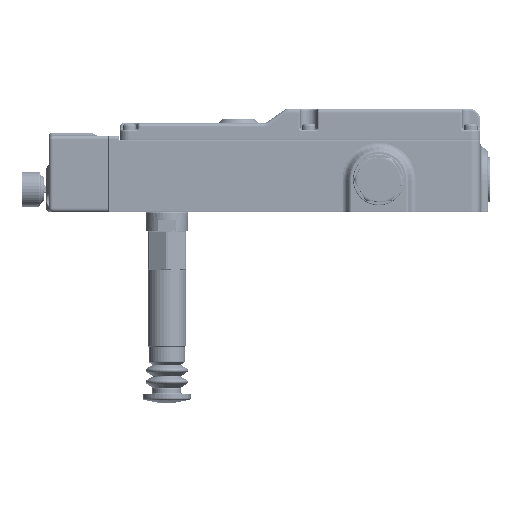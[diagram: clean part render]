
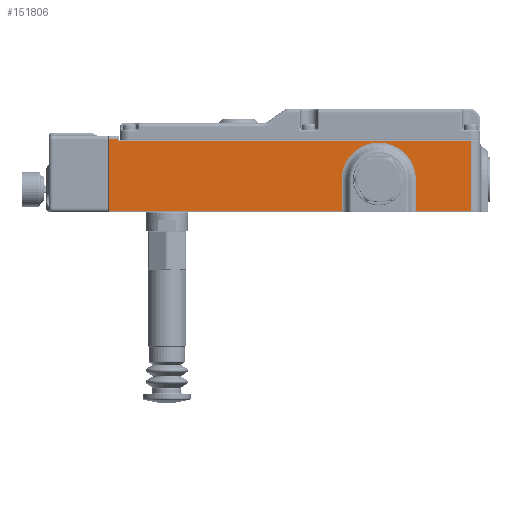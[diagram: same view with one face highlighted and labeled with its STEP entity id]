
A CAD part, left-side view. The second image highlights one B-rep face of the part: STEP entity #151806.
In plain terms, the highlighted planar face has unit normal (-1, 0, 0).
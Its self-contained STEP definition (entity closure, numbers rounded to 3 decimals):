
#57 = VECTOR ( 'NONE', #30817, 1000. ) ;
#1870 = CARTESIAN_POINT ( 'NONE',  ( -47.5, -118.137, 17. ) ) ;
#4429 = ORIENTED_EDGE ( 'NONE', *, *, #43250, .T. ) ;
#4463 = AXIS2_PLACEMENT_3D ( 'NONE', #82488, #18127, #57934 ) ;
#5374 = CARTESIAN_POINT ( 'NONE',  ( -47.5, -118.137, 0.5 ) ) ;
#5581 = EDGE_CURVE ( 'NONE', #11508, #129345, #60643, .T. ) ;
#6483 = EDGE_CURVE ( 'NONE', #92034, #63531, #70066, .T. ) ;
#6553 = ORIENTED_EDGE ( 'NONE', *, *, #76171, .T. ) ;
#6659 = LINE ( 'NONE', #1870, #14632 ) ;
#7548 = LINE ( 'NONE', #56773, #88925 ) ;
#11508 = VERTEX_POINT ( 'NONE', #155559 ) ;
#14632 = VECTOR ( 'NONE', #144153, 1000. ) ;
#14866 = VECTOR ( 'NONE', #19203, 1000. ) ;
#15600 = LINE ( 'NONE', #66461, #57 ) ;
#17799 = CARTESIAN_POINT ( 'NONE',  ( -47.5, -1.5, 38. ) ) ;
#18005 = EDGE_CURVE ( 'NONE', #38444, #95616, #62833, .T. ) ;
#18127 = DIRECTION ( 'NONE',  ( 1., 0., 0. ) ) ;
#19203 = DIRECTION ( 'NONE',  ( 0., 0., -1. ) ) ;
#22480 = CARTESIAN_POINT ( 'NONE',  ( -47.5, 3.5, 37. ) ) ;
#26315 = CARTESIAN_POINT ( 'NONE',  ( -47.5, 3., 40. ) ) ;
#30817 = DIRECTION ( 'NONE',  ( 0., -1., 0. ) ) ;
#38444 = VERTEX_POINT ( 'NONE', #17799 ) ;
#42418 = AXIS2_PLACEMENT_3D ( 'NONE', #84547, #121022, #83726 ) ;
#43250 = EDGE_CURVE ( 'NONE', #147880, #68568, #6659, .T. ) ;
#44251 = EDGE_CURVE ( 'NONE', #38444, #129345, #90223, .T. ) ;
#44781 = FACE_OUTER_BOUND ( 'NONE', #99226, .T. ) ;
#45016 = CARTESIAN_POINT ( 'NONE',  ( -47.5, -2.5, 37. ) ) ;
#52417 = ORIENTED_EDGE ( 'NONE', *, *, #5581, .T. ) ;
#56773 = CARTESIAN_POINT ( 'NONE',  ( -47.5, -185.5, 40. ) ) ;
#57934 = DIRECTION ( 'NONE',  ( 0., 1., 0. ) ) ;
#60164 = VERTEX_POINT ( 'NONE', #109887 ) ;
#60473 = AXIS2_PLACEMENT_3D ( 'NONE', #106072, #82317, #92544 ) ;
#60643 = LINE ( 'NONE', #22480, #73197 ) ;
#62010 = ORIENTED_EDGE ( 'NONE', *, *, #162773, .T. ) ;
#62833 = LINE ( 'NONE', #74677, #147423 ) ;
#63531 = VERTEX_POINT ( 'NONE', #132829 ) ;
#64698 = ORIENTED_EDGE ( 'NONE', *, *, #18005, .T. ) ;
#66265 = VECTOR ( 'NONE', #145546, 1000. ) ;
#66461 = CARTESIAN_POINT ( 'NONE',  ( -47.5, -118.137, 0.5 ) ) ;
#68568 = VERTEX_POINT ( 'NONE', #117583 ) ;
#70066 = LINE ( 'NONE', #148785, #14866 ) ;
#72787 = DIRECTION ( 'NONE',  ( 0., 0., 1. ) ) ;
#73197 = VECTOR ( 'NONE', #138530, 1000. ) ;
#74677 = CARTESIAN_POINT ( 'NONE',  ( -47.5, 3.5, 38. ) ) ;
#76171 = EDGE_CURVE ( 'NONE', #68568, #92034, #82966, .T. ) ;
#77858 = LINE ( 'NONE', #90570, #66265 ) ;
#79924 = EDGE_CURVE ( 'NONE', #95616, #60164, #89868, .T. ) ;
#81118 = VECTOR ( 'NONE', #118631, 1000. ) ;
#82317 = DIRECTION ( 'NONE',  ( -1., 0., 0. ) ) ;
#82488 = CARTESIAN_POINT ( 'NONE',  ( -47.5, -137.5, 17. ) ) ;
#82966 = CIRCLE ( 'NONE', #4463, 19.363 ) ;
#83726 = DIRECTION ( 'NONE',  ( 0., 1., 0. ) ) ;
#84547 = CARTESIAN_POINT ( 'NONE',  ( -47.5, 3.5, 40. ) ) ;
#88925 = VECTOR ( 'NONE', #72787, 1000. ) ;
#89868 = LINE ( 'NONE', #26315, #81118 ) ;
#90223 = CIRCLE ( 'NONE', #60473, 1. ) ;
#90570 = CARTESIAN_POINT ( 'NONE',  ( -47.5, -185.5, 0.5 ) ) ;
#92034 = VERTEX_POINT ( 'NONE', #156068 ) ;
#92544 = DIRECTION ( 'NONE',  ( 0., 1., 0. ) ) ;
#95616 = VERTEX_POINT ( 'NONE', #123533 ) ;
#99226 = EDGE_LOOP ( 'NONE', ( #125345, #167537, #62010, #52417, #105773, #64698, #133668, #106607, #4429, #6553 ) ) ;
#101111 = EDGE_CURVE ( 'NONE', #63531, #140526, #77858, .T. ) ;
#105773 = ORIENTED_EDGE ( 'NONE', *, *, #44251, .F. ) ;
#106072 = CARTESIAN_POINT ( 'NONE',  ( -47.5, -2.5, 38. ) ) ;
#106607 = ORIENTED_EDGE ( 'NONE', *, *, #154938, .T. ) ;
#109887 = CARTESIAN_POINT ( 'NONE',  ( -47.5, 3., 0.5 ) ) ;
#116151 = DIRECTION ( 'NONE',  ( 0., 1., 0. ) ) ;
#117583 = CARTESIAN_POINT ( 'NONE',  ( -47.5, -118.137, 17. ) ) ;
#118631 = DIRECTION ( 'NONE',  ( 0., 0., -1. ) ) ;
#121022 = DIRECTION ( 'NONE',  ( 1., 0., 0. ) ) ;
#123533 = CARTESIAN_POINT ( 'NONE',  ( -47.5, 3., 38. ) ) ;
#125345 = ORIENTED_EDGE ( 'NONE', *, *, #6483, .T. ) ;
#129345 = VERTEX_POINT ( 'NONE', #45016 ) ;
#132829 = CARTESIAN_POINT ( 'NONE',  ( -47.5, -156.863, 0.5 ) ) ;
#132921 = CARTESIAN_POINT ( 'NONE',  ( -47.5, -185.5, 0.5 ) ) ;
#133668 = ORIENTED_EDGE ( 'NONE', *, *, #79924, .T. ) ;
#135397 = PLANE ( 'NONE',  #42418 ) ;
#138530 = DIRECTION ( 'NONE',  ( 0., 1., 0. ) ) ;
#140526 = VERTEX_POINT ( 'NONE', #132921 ) ;
#144153 = DIRECTION ( 'NONE',  ( 0., 0., 1. ) ) ;
#145546 = DIRECTION ( 'NONE',  ( 0., -1., 0. ) ) ;
#147423 = VECTOR ( 'NONE', #116151, 1000. ) ;
#147880 = VERTEX_POINT ( 'NONE', #5374 ) ;
#148785 = CARTESIAN_POINT ( 'NONE',  ( -47.5, -156.863, 0. ) ) ;
#151806 = ADVANCED_FACE ( 'NONE', ( #44781 ), #135397, .F. ) ;
#154938 = EDGE_CURVE ( 'NONE', #60164, #147880, #15600, .T. ) ;
#155559 = CARTESIAN_POINT ( 'NONE',  ( -47.5, -185.5, 37. ) ) ;
#156068 = CARTESIAN_POINT ( 'NONE',  ( -47.5, -156.863, 17. ) ) ;
#162773 = EDGE_CURVE ( 'NONE', #140526, #11508, #7548, .T. ) ;
#167537 = ORIENTED_EDGE ( 'NONE', *, *, #101111, .T. ) ;
